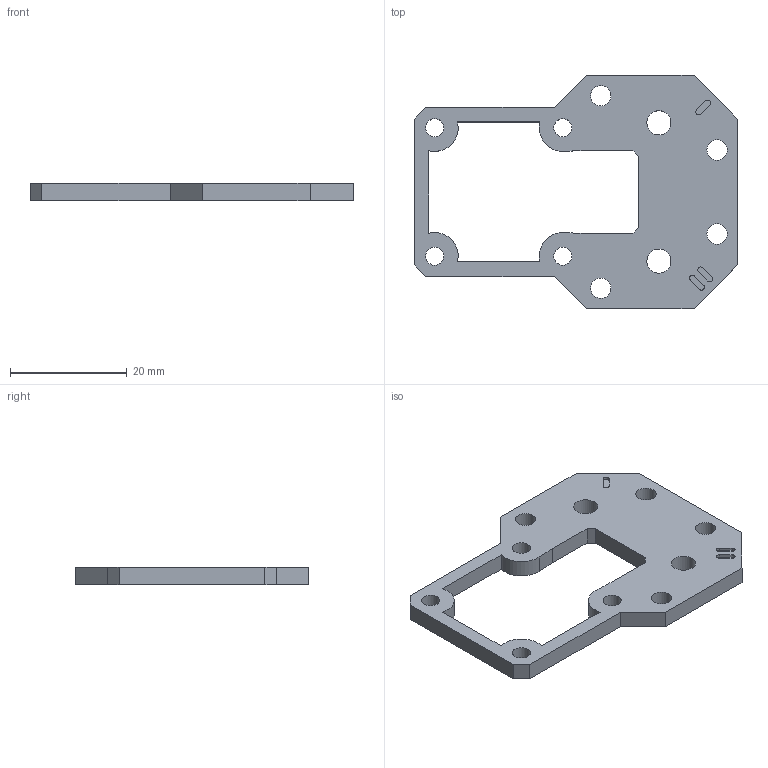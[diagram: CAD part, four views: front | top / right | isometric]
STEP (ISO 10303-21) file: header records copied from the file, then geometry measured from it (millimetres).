
FILE_DESCRIPTION((''),'2;1');
FILE_NAME('EXTRUDER MOUNT PLATE.stp','2015-01-29T12:03:30',('jge'),(''),'Autodesk Inventor 2012','Autodesk Inventor 2012','');
FILE_SCHEMA(('AUTOMOTIVE_DESIGN { 1 0 10303 214 1 1 1 1 }'));
Length unit declared in the file: millimetre
Products named in the file (1): EXTRUDER MOUNT PLATE
Bounding box: 55.5 x 40 x 3 mm (x, y, z)
Volume: 3334.3 mm3; surface area: 3423 mm2
Topology: 1 solids, 1 shells, 53 faces, 146 edges, 98 vertices
Faces by surface type: plane 31, cylinder 22
Full cylindrical faces by diameter (mm): 3.1 x4, 3.5 x4, 4.134 x2
Entity records: 1702 total; most frequent: DIRECTION 286, CARTESIAN_POINT 284, ORIENTED_EDGE 268, EDGE_CURVE 134, AXIS2_PLACEMENT_3D 98, VERTEX_POINT 96, VECTOR 90, LINE 90
